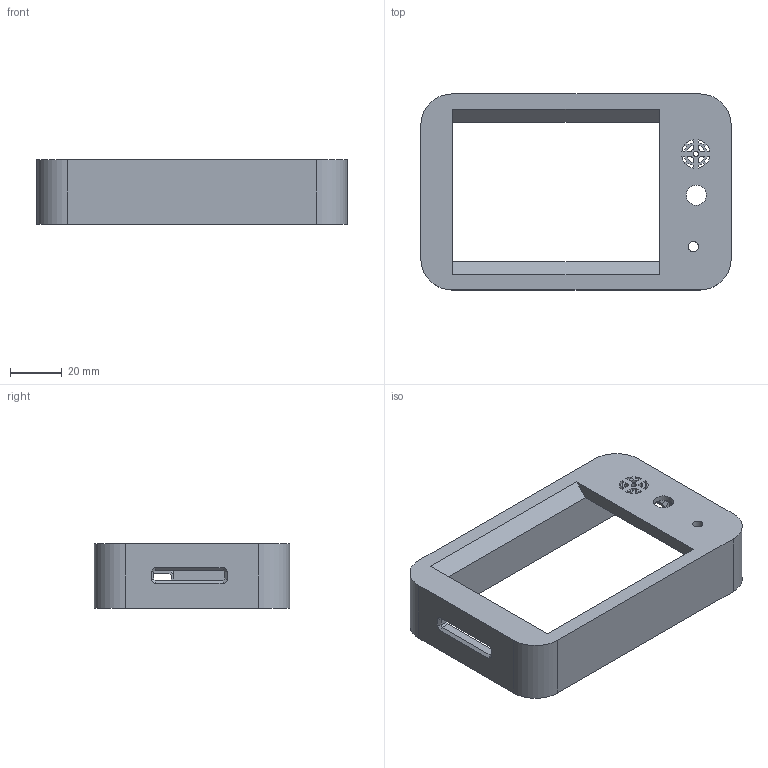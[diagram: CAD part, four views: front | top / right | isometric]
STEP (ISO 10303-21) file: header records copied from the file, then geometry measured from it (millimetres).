
FILE_DESCRIPTION(/* description */ (''),/* implementation_level */ '2;1');
FILE_NAME(/* name */ 'Display Mount.step',/* time_stamp */ '2022-07-03T04:53:41-05:00',/* author */ (''),/* organization */ (''),/* preprocessor_version */ 'ST-DEVELOPER v19',/* originating_system */ 'Autodesk Translation Framework v11.7.0.108',/* authorisation */ '');
FILE_SCHEMA (('AUTOMOTIVE_DESIGN { 1 0 10303 214 3 1 1 }'));
Length unit declared in the file: millimetre
Products named in the file (1): Display Mount
Bounding box: 120 x 75.77 x 25 mm (x, y, z)
Volume: 58889.9 mm3; surface area: 27173.6 mm2
Topology: 1 solids, 1 shells, 157 faces, 437 edges, 286 vertices
Faces by surface type: plane 113, cylinder 44
Full cylindrical faces by diameter (mm): 2 x1, 2.8 x8, 3.923 x1, 7.8 x1, 11.1 x1
Entity records: 5112 total; most frequent: CARTESIAN_POINT 881, ORIENTED_EDGE 874, DIRECTION 857, EDGE_CURVE 437, LINE 333, VECTOR 333, VERTEX_POINT 286, AXIS2_PLACEMENT_3D 262
